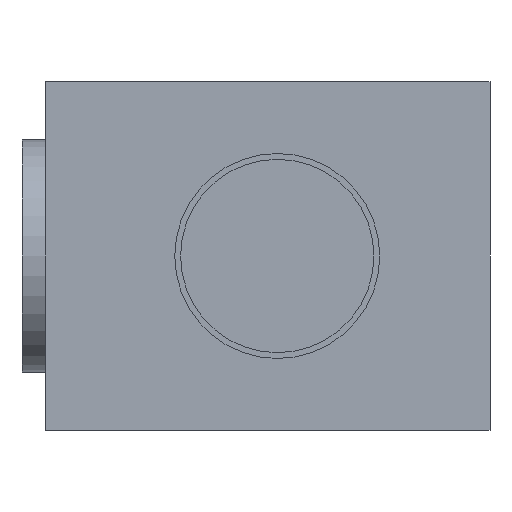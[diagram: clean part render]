
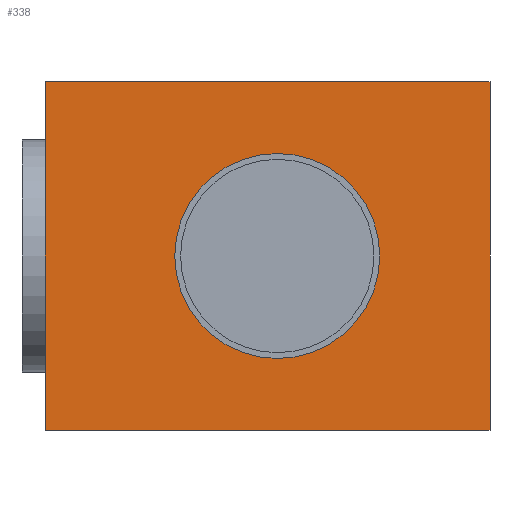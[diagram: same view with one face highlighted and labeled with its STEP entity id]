
A CAD part, left-side view. The second image highlights one B-rep face of the part: STEP entity #338.
In plain terms, the highlighted planar face has unit normal (-1, 0, 0).
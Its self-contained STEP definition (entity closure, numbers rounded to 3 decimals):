
#16=FACE_BOUND('',#63,.T.);
#25=PLANE('',#404);
#43=FACE_OUTER_BOUND('',#62,.T.);
#62=EDGE_LOOP('',(#277,#278,#279,#280));
#63=EDGE_LOOP('',(#281,#282));
#88=LINE('',#603,#107);
#91=LINE('',#609,#110);
#92=LINE('',#611,#111);
#93=LINE('',#612,#112);
#107=VECTOR('',#496,18.);
#110=VECTOR('',#501,23.);
#111=VECTOR('',#502,18.);
#112=VECTOR('',#503,23.);
#134=CIRCLE('',#389,5.3);
#137=CIRCLE('',#392,5.3);
#162=VERTEX_POINT('',#569);
#163=VERTEX_POINT('',#570);
#175=VERTEX_POINT('',#600);
#176=VERTEX_POINT('',#602);
#178=VERTEX_POINT('',#608);
#179=VERTEX_POINT('',#610);
#202=EDGE_CURVE('',#162,#163,#134,.T.);
#206=EDGE_CURVE('',#163,#162,#137,.T.);
#218=EDGE_CURVE('',#176,#175,#88,.T.);
#221=EDGE_CURVE('',#175,#178,#91,.T.);
#222=EDGE_CURVE('',#179,#178,#92,.T.);
#223=EDGE_CURVE('',#176,#179,#93,.T.);
#277=ORIENTED_EDGE('',*,*,#221,.T.);
#278=ORIENTED_EDGE('',*,*,#222,.F.);
#279=ORIENTED_EDGE('',*,*,#223,.F.);
#280=ORIENTED_EDGE('',*,*,#218,.T.);
#281=ORIENTED_EDGE('',*,*,#202,.F.);
#282=ORIENTED_EDGE('',*,*,#206,.F.);
#338=ADVANCED_FACE('',(#43,#16),#25,.F.);
#389=AXIS2_PLACEMENT_3D('',#571,#462,#463);
#392=AXIS2_PLACEMENT_3D('',#577,#469,#470);
#404=AXIS2_PLACEMENT_3D('',#607,#499,#500);
#462=DIRECTION('center_axis',(-1.,0.,0.));
#463=DIRECTION('ref_axis',(0.,0.,-1.));
#469=DIRECTION('center_axis',(-1.,0.,0.));
#470=DIRECTION('ref_axis',(0.,0.,-1.));
#496=DIRECTION('',(0.,0.,-1.));
#499=DIRECTION('center_axis',(1.,0.,0.));
#500=DIRECTION('ref_axis',(0.,0.,-1.));
#501=DIRECTION('',(0.,-1.,0.));
#502=DIRECTION('',(0.,0.,-1.));
#503=DIRECTION('',(0.,-1.,0.));
#569=CARTESIAN_POINT('',(-12.,0.,-5.3));
#570=CARTESIAN_POINT('',(-12.,0.,5.3));
#571=CARTESIAN_POINT('Origin',(-12.,0.,0.));
#577=CARTESIAN_POINT('Origin',(-12.,0.,0.));
#600=CARTESIAN_POINT('',(-12.,12.,-9.));
#602=CARTESIAN_POINT('',(-12.,12.,9.));
#603=CARTESIAN_POINT('',(-12.,12.,9.));
#607=CARTESIAN_POINT('Origin',(-12.,-11.,9.));
#608=CARTESIAN_POINT('',(-12.,-11.,-9.));
#609=CARTESIAN_POINT('',(-12.,12.,-9.));
#610=CARTESIAN_POINT('',(-12.,-11.,9.));
#611=CARTESIAN_POINT('',(-12.,-11.,9.));
#612=CARTESIAN_POINT('',(-12.,12.,9.));
